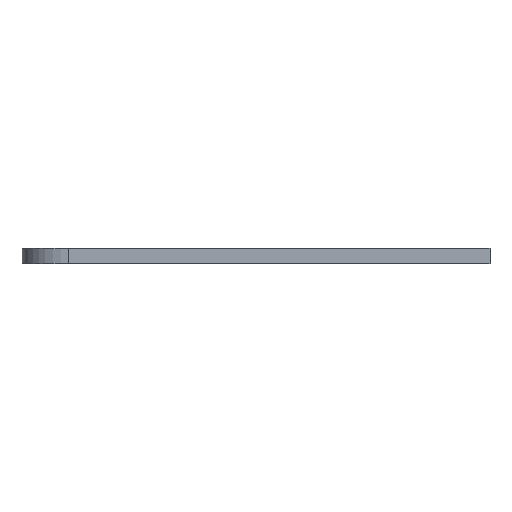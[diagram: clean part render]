
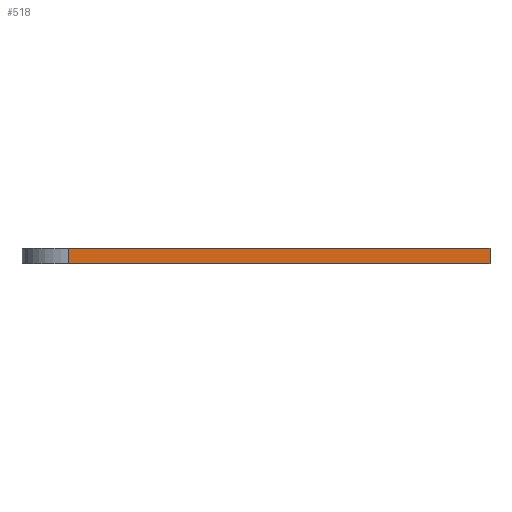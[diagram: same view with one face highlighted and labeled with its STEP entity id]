
A CAD part, left-side view. The second image highlights one B-rep face of the part: STEP entity #518.
In plain terms, the highlighted planar face has unit normal (-1, 0, 0).
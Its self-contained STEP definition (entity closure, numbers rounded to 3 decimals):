
#40 = ORIENTED_EDGE ( 'NONE', *, *, #460, .F. ) ;
#76 = ORIENTED_EDGE ( 'NONE', *, *, #1037, .T. ) ;
#122 = PLANE ( 'NONE',  #599 ) ;
#130 = LINE ( 'NONE', #878, #589 ) ;
#136 = DIRECTION ( 'NONE',  ( 0., 0., -1. ) ) ;
#218 = DIRECTION ( 'NONE',  ( 0., -1., 0. ) ) ;
#256 = VERTEX_POINT ( 'NONE', #286 ) ;
#276 = EDGE_CURVE ( 'NONE', #432, #577, #848, .T. ) ;
#285 = EDGE_CURVE ( 'NONE', #256, #500, #291, .T. ) ;
#286 = CARTESIAN_POINT ( 'NONE',  ( -350., 0., 10. ) ) ;
#291 = LINE ( 'NONE', #1227, #468 ) ;
#405 = DIRECTION ( 'NONE',  ( 1., 0., 0. ) ) ;
#417 = ORIENTED_EDGE ( 'NONE', *, *, #276, .T. ) ;
#432 = VERTEX_POINT ( 'NONE', #761 ) ;
#460 = EDGE_CURVE ( 'NONE', #432, #256, #130, .T. ) ;
#468 = VECTOR ( 'NONE', #1035, 1000. ) ;
#495 = VECTOR ( 'NONE', #586, 1000. ) ;
#500 = VERTEX_POINT ( 'NONE', #790 ) ;
#518 = ADVANCED_FACE ( 'NONE', ( #1060 ), #122, .F. ) ;
#560 = DIRECTION ( 'NONE',  ( 0., 0., -1. ) ) ;
#577 = VERTEX_POINT ( 'NONE', #806 ) ;
#586 = DIRECTION ( 'NONE',  ( 0., -1., 0. ) ) ;
#589 = VECTOR ( 'NONE', #218, 1000. ) ;
#599 = AXIS2_PLACEMENT_3D ( 'NONE', #791, #405, #136 ) ;
#604 = VECTOR ( 'NONE', #560, 1000. ) ;
#623 = ORIENTED_EDGE ( 'NONE', *, *, #285, .F. ) ;
#751 = LINE ( 'NONE', #964, #495 ) ;
#761 = CARTESIAN_POINT ( 'NONE',  ( -350., 270., 10. ) ) ;
#790 = CARTESIAN_POINT ( 'NONE',  ( -350., 0., 0. ) ) ;
#791 = CARTESIAN_POINT ( 'NONE',  ( -350., 0., 10. ) ) ;
#806 = CARTESIAN_POINT ( 'NONE',  ( -350., 270., 0. ) ) ;
#848 = LINE ( 'NONE', #1134, #604 ) ;
#878 = CARTESIAN_POINT ( 'NONE',  ( -350., 0., 10. ) ) ;
#964 = CARTESIAN_POINT ( 'NONE',  ( -350., 0., 0. ) ) ;
#1029 = EDGE_LOOP ( 'NONE', ( #40, #417, #76, #623 ) ) ;
#1035 = DIRECTION ( 'NONE',  ( 0., 0., -1. ) ) ;
#1037 = EDGE_CURVE ( 'NONE', #577, #500, #751, .T. ) ;
#1060 = FACE_OUTER_BOUND ( 'NONE', #1029, .T. ) ;
#1134 = CARTESIAN_POINT ( 'NONE',  ( -350., 270., 10. ) ) ;
#1227 = CARTESIAN_POINT ( 'NONE',  ( -350., 0., 10. ) ) ;
